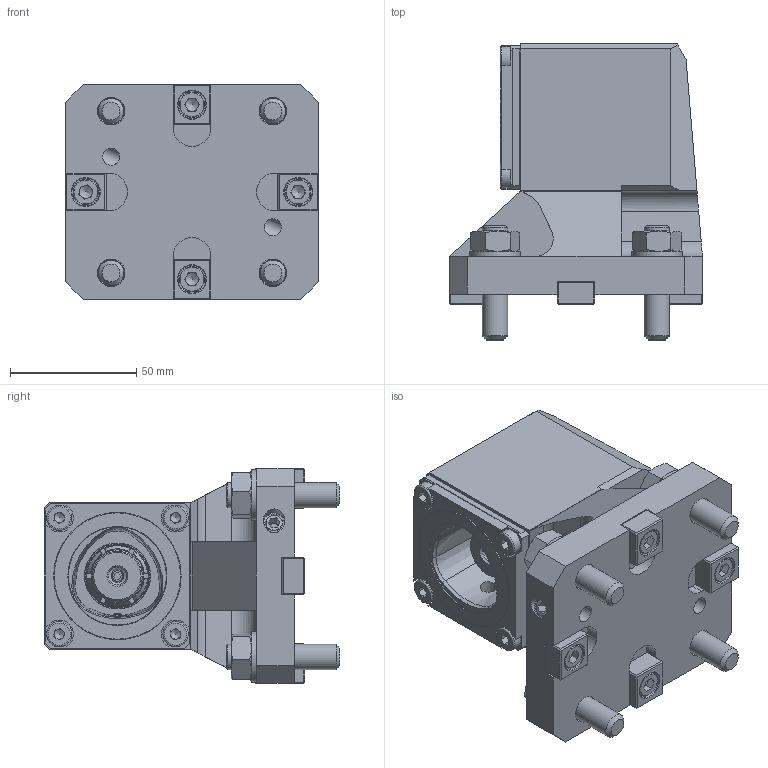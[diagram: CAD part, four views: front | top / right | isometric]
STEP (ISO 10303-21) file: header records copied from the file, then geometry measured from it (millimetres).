
FILE_DESCRIPTION (( 'STEP AP214' ), '1' );
FILE_NAME ('REA.PB5.BM5.070-11.STEP', '2021-06-14T09:46:15', ( '' ), ( '' ), 'SwSTEP 2.0', 'SolidWorks 2017', '' );
FILE_SCHEMA (( 'AUTOMOTIVE_DESIGN' ));
Length unit declared in the file: millimetre
Products named in the file (28): O-Ring_1.50-AD15.00; DIN 7984 - M6 x 16; ISO 4762 - M6 x 8_PreviewCfg; U50-PS5.BER.008_180ø gedreht; ISO 8752 3x10; REA-PB5.BM5.070-11_A; O-Ring_1.50-AD31.50; ISO 4026 - M5 x 5; BM5-ER1.015.009_A; ISO 4026 - M10 x 45; DIN 3771 - 48x1.5_vorgespannt; 777.18513.002.1.01.01.01; U50-PS5.029.008_C; REA.PB5.BM5.070-11; 765.18513.001.0.05; U50-PS5.BER.003_A; U50-PS5.BER.042_B; U50-PS5.BER.005_A; ISO 7089 - 10_PreviewCfg; ISO 4762 - M4 x 40-12.9_PreviewCfg; ISO 4032 - M10; DIN 3771 - 17x2; ISO 4026 - M8 x 8_f〉.step; 763.18513.001.1; 786.19200.106.0; 18513_Zugfeder_0.32x1.80x21; 986.19200.000.1; O-Ring_1.50-AD20.00
Assembly tree (53 placements, depth 4):
  REA.PB5.BM5.070-11
    REA-PB5.BM5.070-11_A
    U50-PS5.BER.008_180ø gedreht
      U50-PS5.029.008_C
      U50-PS5.BER.042_B
      ISO 4762 - M4 x 40-12.9_PreviewCfg  x2
      DIN 7984 - M6 x 16  x4
      U50-PS5.BER.003_A
      986.19200.000.1
        777.18513.002.1.01.01.01  x2
        765.18513.001.0.05  x6
        O-Ring_1.50-AD31.50
        O-Ring_1.50-AD20.00
        O-Ring_1.50-AD15.00
        763.18513.001.1
        18513_Zugfeder_0.32x1.80x21
        786.19200.106.0
      U50-PS5.BER.005_A
      DIN 3771 - 17x2
      ISO 4026 - M5 x 5
      ISO 8752 3x10
      DIN 3771 - 48x1.5_vorgespannt
    BM5-ER1.015.009_A  x4
    ISO 4762 - M6 x 8_PreviewCfg  x4
    ISO 4026 - M10 x 45  x4
    ISO 4032 - M10  x4
    ISO 7089 - 10_PreviewCfg  x4
    ISO 4026 - M8 x 8_f〉.step  x2
Bounding box: 100 x 117 x 85 mm (x, y, z)
Volume: 433929.4 mm3; surface area: 135810.9 mm2
Topology: 51 solids, 51 shells, 1284 faces, 3371 edges, 2234 vertices
Faces by surface type: plane 640, cylinder 251, cone 243, bspline 116, torus 32, sphere 2
Full cylindrical faces by diameter (mm): 2.1 x2, 3 x3, 3.3 x2, 4 x4, 4.17 x3, 4.2 x7, 5 x9, 6 x8, 6.2 x4, 6.5 x4, 6.8 x4, 7 x3, 7.1 x1, 8 x2, 8.5 x6, 9.8 x1, 10 x12, 10.5 x4, 11 x8, 12 x1, 12.8 x2, 12.9 x1, 13 x2, 14.95 x1, 15 x3, 15.8 x1, 17.8 x2, 19 x1, 19.7 x1, 20 x8
Entity records: 33917 total; most frequent: CARTESIAN_POINT 12836, ORIENTED_EDGE 3434, DIRECTION 3186, EDGE_CURVE 1717, VERTEX_POINT 1335, AXIS2_PLACEMENT_3D 1202, EDGE_LOOP 1034, FACE_OUTER_BOUND 830
